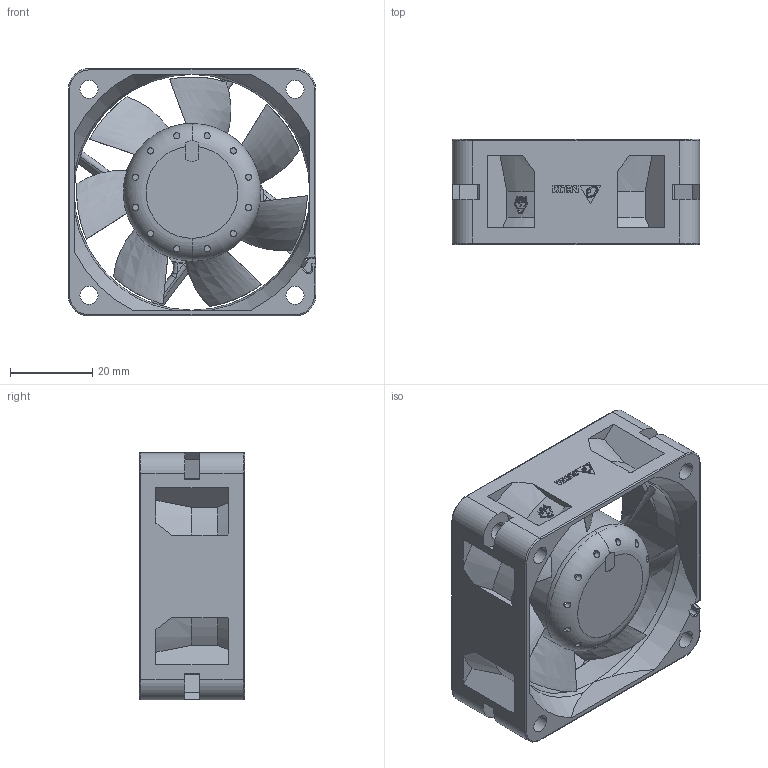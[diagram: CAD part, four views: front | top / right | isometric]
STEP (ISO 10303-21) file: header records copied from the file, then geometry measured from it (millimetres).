
FILE_DESCRIPTION((''),'2;1');
FILE_NAME('ASM0002_ASM','2013-11-06T',('HARRIS.CHEN'),(''),'PRO/ENGINEER BY PARAMETRIC TECHNOLOGY CORPORATION, 2010180','PRO/ENGINEER BY PARAMETRIC TECHNOLOGY CORPORATION, 2010180','');
FILE_SCHEMA(('CONFIG_CONTROL_DESIGN'));
Length unit declared in the file: millimetre
Products named in the file (3): FRAME; IMP; ASM0002_ASM
Assembly tree (2 placements, depth 2):
  ASM0002_ASM
    FRAME
    IMP
Bounding box: 60 x 25.5 x 60.15 mm (x, y, z)
Volume: 20733.4 mm3; surface area: 24809.8 mm2
Topology: 2 solids, 2 shells, 617 faces, 1666 edges, 1083 vertices
Faces by surface type: plane 325, cylinder 159, torus 41, bspline 40, cone 25, extrusion 23, sphere 4
Entity records: 26982 total; most frequent: CARTESIAN_POINT 12011, ORIENTED_EDGE 3332, DIRECTION 2729, EDGE_CURVE 1666, VERTEX_POINT 1083, AXIS2_PLACEMENT_3D 953, VECTOR 823, LINE 800
